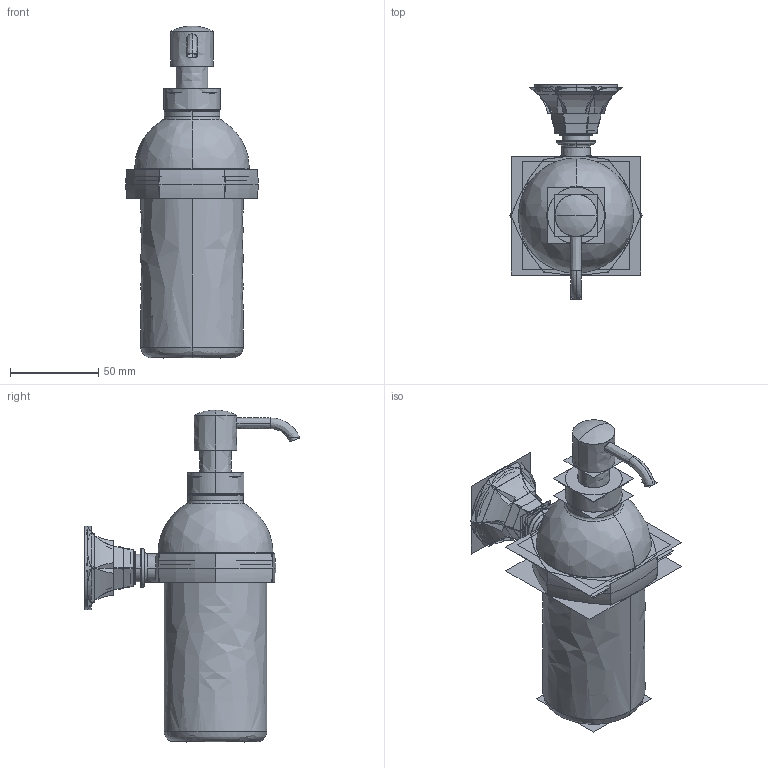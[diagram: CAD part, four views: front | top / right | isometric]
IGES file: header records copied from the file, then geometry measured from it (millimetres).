
Start section:  PTC IGES file: 614.igs
Global section: file name: 614.igs; native system: Pro/ENGINEER by Parametric Technology Corporation; preprocessor: 2009300; author: project; organization: Unknown; date: 20101004.114811; units: inch
Bounding box: 74.88 x 121.85 x 187.64 mm (x, y, z)
Surface area: 1116168 mm2 (no closed solid volume)
Topology: 0 solids, 0 shells, 306 faces, 2036 edges, 2032 vertices
Faces by surface type: bspline 306
